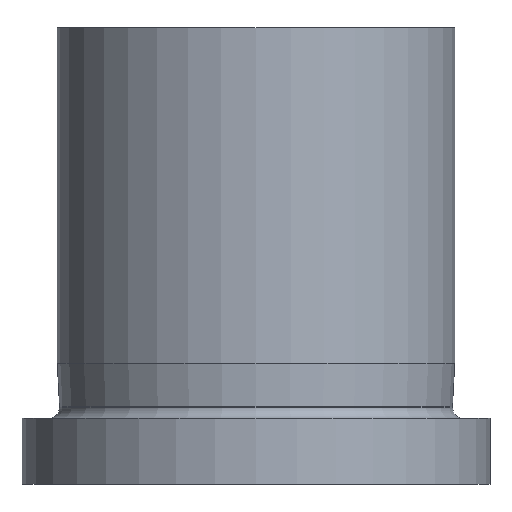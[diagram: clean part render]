
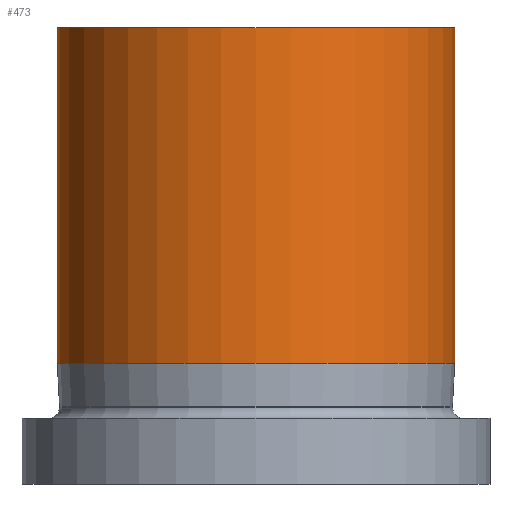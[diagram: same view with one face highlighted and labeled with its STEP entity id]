
A CAD part, front view. The second image highlights one B-rep face of the part: STEP entity #473.
In plain terms, the highlighted cylindrical face has radius 90 mm (diameter 180 mm), a partial arc.
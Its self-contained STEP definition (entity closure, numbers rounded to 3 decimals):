
#15 = LINE ( 'NONE', #466, #54 ) ;
#19 = VERTEX_POINT ( 'NONE', #531 ) ;
#27 = DIRECTION ( 'NONE',  ( -1., 0., 0. ) ) ;
#49 = CARTESIAN_POINT ( 'NONE',  ( 0., 0., 207. ) ) ;
#54 = VECTOR ( 'NONE', #178, 1000. ) ;
#59 = AXIS2_PLACEMENT_3D ( 'NONE', #161, #365, #252 ) ;
#67 = VERTEX_POINT ( 'NONE', #208 ) ;
#82 = EDGE_CURVE ( 'NONE', #19, #276, #406, .T. ) ;
#97 = CARTESIAN_POINT ( 'NONE',  ( -90., 0., 55. ) ) ;
#102 = FACE_OUTER_BOUND ( 'NONE', #397, .T. ) ;
#110 = DIRECTION ( 'NONE',  ( 0., 0., -1. ) ) ;
#137 = EDGE_CURVE ( 'NONE', #67, #271, #502, .T. ) ;
#152 = LINE ( 'NONE', #395, #224 ) ;
#161 = CARTESIAN_POINT ( 'NONE',  ( 0., 0., 55. ) ) ;
#163 = AXIS2_PLACEMENT_3D ( 'NONE', #49, #169, #214 ) ;
#169 = DIRECTION ( 'NONE',  ( 0., 0., -1. ) ) ;
#178 = DIRECTION ( 'NONE',  ( 0., 0., -1. ) ) ;
#184 = CARTESIAN_POINT ( 'NONE',  ( -90., 0., 207. ) ) ;
#208 = CARTESIAN_POINT ( 'NONE',  ( 90., 0., 207. ) ) ;
#214 = DIRECTION ( 'NONE',  ( -1., 0., 0. ) ) ;
#224 = VECTOR ( 'NONE', #110, 1000. ) ;
#230 = ORIENTED_EDGE ( 'NONE', *, *, #462, .T. ) ;
#231 = CYLINDRICAL_SURFACE ( 'NONE', #481, 90. ) ;
#252 = DIRECTION ( 'NONE',  ( -1., 0., 0. ) ) ;
#269 = ORIENTED_EDGE ( 'NONE', *, *, #380, .F. ) ;
#271 = VERTEX_POINT ( 'NONE', #184 ) ;
#276 = VERTEX_POINT ( 'NONE', #97 ) ;
#313 = DIRECTION ( 'NONE',  ( 0., 0., -1. ) ) ;
#353 = CARTESIAN_POINT ( 'NONE',  ( 0., 0., 0. ) ) ;
#365 = DIRECTION ( 'NONE',  ( 0., 0., -1. ) ) ;
#380 = EDGE_CURVE ( 'NONE', #67, #19, #15, .T. ) ;
#390 = ORIENTED_EDGE ( 'NONE', *, *, #137, .T. ) ;
#395 = CARTESIAN_POINT ( 'NONE',  ( -90., 0., 0. ) ) ;
#397 = EDGE_LOOP ( 'NONE', ( #269, #390, #230, #513 ) ) ;
#406 = CIRCLE ( 'NONE', #59, 90. ) ;
#462 = EDGE_CURVE ( 'NONE', #271, #276, #152, .T. ) ;
#466 = CARTESIAN_POINT ( 'NONE',  ( 90., 0., 0. ) ) ;
#473 = ADVANCED_FACE ( 'NONE', ( #102 ), #231, .T. ) ;
#481 = AXIS2_PLACEMENT_3D ( 'NONE', #353, #313, #27 ) ;
#502 = CIRCLE ( 'NONE', #163, 90. ) ;
#513 = ORIENTED_EDGE ( 'NONE', *, *, #82, .F. ) ;
#531 = CARTESIAN_POINT ( 'NONE',  ( 90., 0., 55. ) ) ;
